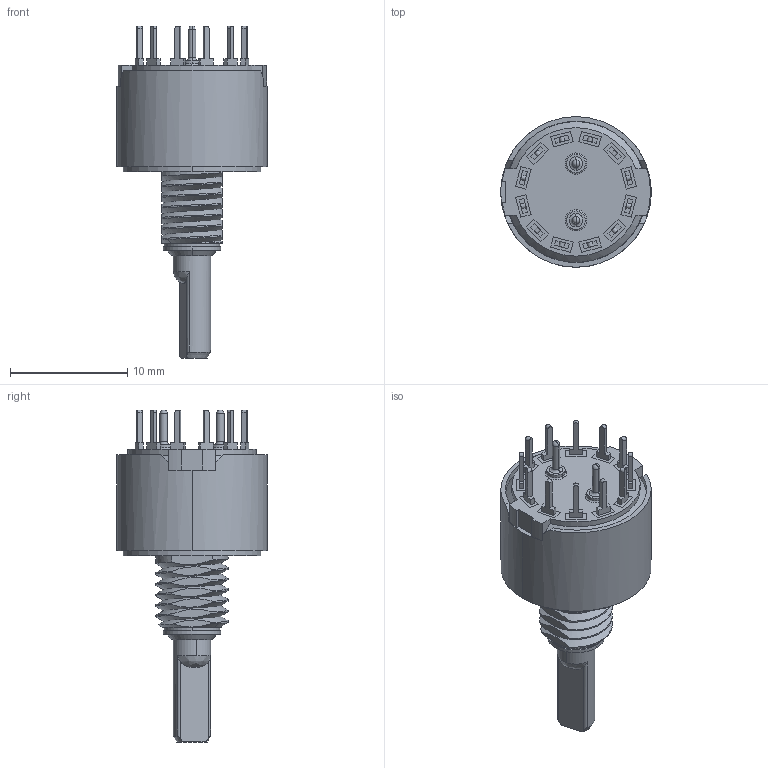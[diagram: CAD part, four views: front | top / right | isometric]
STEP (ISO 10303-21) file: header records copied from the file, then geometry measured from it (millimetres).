
FILE_DESCRIPTION((''),'2;1');
FILE_NAME('56SP30-01-2-XXX_SW0001','2017-06-27T',('jjanota'),(''),'PRO/ENGINEER BY PARAMETRIC TECHNOLOGY CORPORATION, 2016100','PRO/ENGINEER BY PARAMETRIC TECHNOLOGY CORPORATION, 2016100','');
FILE_SCHEMA(('CONFIG_CONTROL_DESIGN'));
Length unit declared in the file: inch
Products named in the file (1): 56SP30-01-2-XXX_SW0001
Bounding box: 12.83 x 12.83 x 28.3 mm (x, y, z)
Surface area: 1191.7 mm2 (no closed solid volume)
Topology: 0 solids, 21 shells, 226 faces, 708 edges, 510 vertices
Faces by surface type: plane 147, cylinder 52, cone 8, torus 8, bspline 7, sphere 4
Entity records: 9994 total; most frequent: CARTESIAN_POINT 3739, ORIENTED_EDGE 1227, DIRECTION 1209, EDGE_CURVE 704, VERTEX_POINT 510, VECTOR 473, LINE 473, AXIS2_PLACEMENT_3D 368
